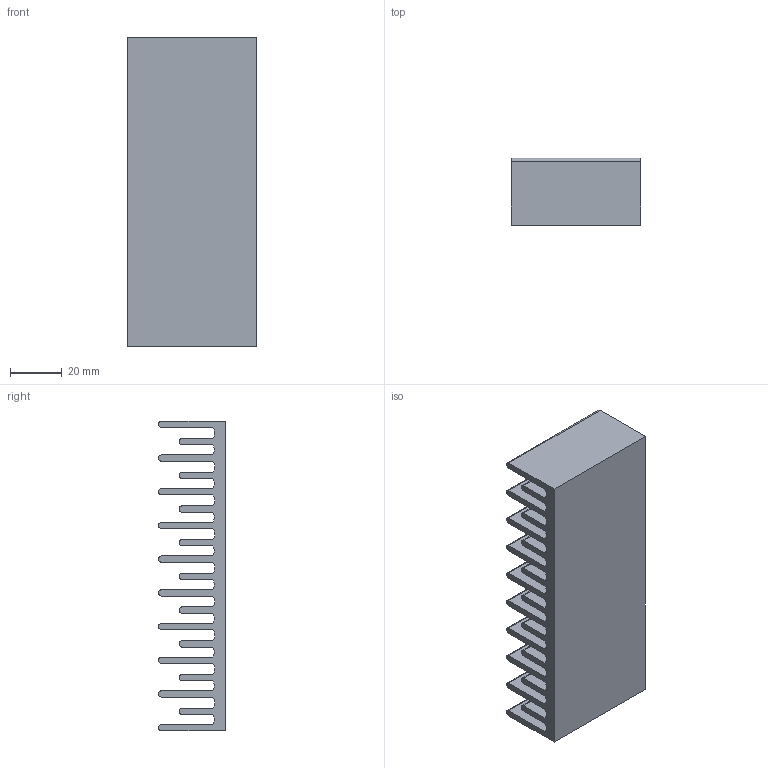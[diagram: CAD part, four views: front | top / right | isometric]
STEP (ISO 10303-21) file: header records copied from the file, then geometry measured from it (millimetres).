
FILE_DESCRIPTION (( 'STEP AP214' ), '1' );
FILE_NAME ('ALPR-050X120X26.STEP', '2023-06-05T19:05:58', ( '' ), ( '' ), 'SwSTEP 2.0', 'SolidWorks 2021', '' );
FILE_SCHEMA (( 'AUTOMOTIVE_DESIGN' ));
Length unit declared in the file: millimetre
Products named in the file (1): ALPR-050X120X26
Bounding box: 50 x 26 x 120 mm (x, y, z)
Volume: 68335.5 mm3; surface area: 47249.7 mm2
Topology: 1 solids, 1 shells, 78 faces, 228 edges, 152 vertices
Faces by surface type: plane 41, cylinder 37
Entity records: 2640 total; most frequent: DIRECTION 460, CARTESIAN_POINT 459, ORIENTED_EDGE 456, EDGE_CURVE 228, VECTOR 154, LINE 154, AXIS2_PLACEMENT_3D 153, VERTEX_POINT 152
